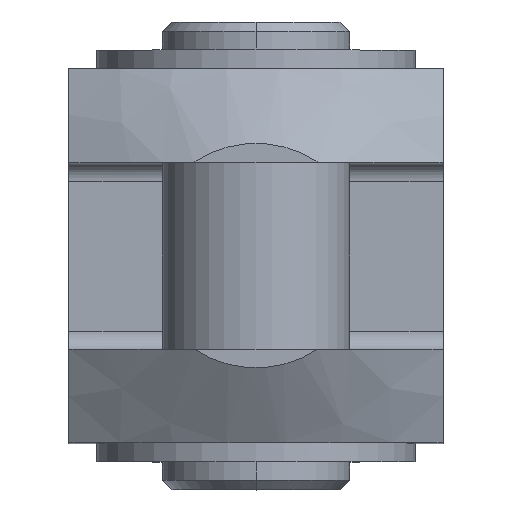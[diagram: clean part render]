
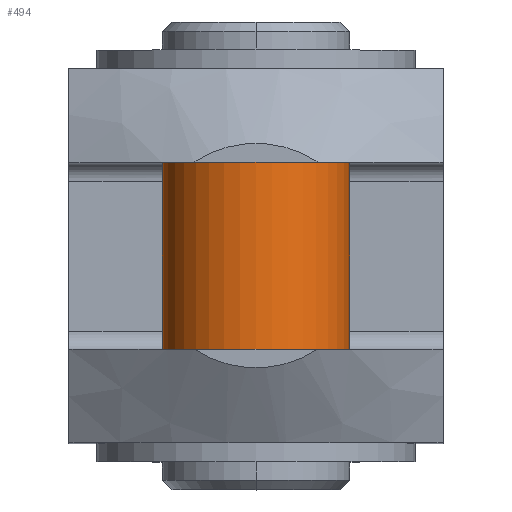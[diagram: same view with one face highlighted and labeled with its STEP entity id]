
A CAD part, top view. The second image highlights one B-rep face of the part: STEP entity #494.
In plain terms, the highlighted cylindrical face has radius 5 mm (diameter 10 mm), a partial arc.
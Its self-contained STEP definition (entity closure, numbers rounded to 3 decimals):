
#109=FACE_OUTER_BOUND('',#169,.F.);
#169=EDGE_LOOP('',(#276,#277,#278,#279));
#276=ORIENTED_EDGE('',*,*,#740,.F.);
#277=ORIENTED_EDGE('',*,*,#757,.T.);
#278=ORIENTED_EDGE('',*,*,#742,.F.);
#279=ORIENTED_EDGE('',*,*,#758,.T.);
#494=ADVANCED_FACE('',(#109),#542,.T.);
#542=CYLINDRICAL_SURFACE('',#1024,5.);
#574=LINE('',#1465,#622);
#575=LINE('',#1466,#623);
#622=VECTOR('',#1165,20.);
#623=VECTOR('',#1166,20.);
#677=CIRCLE('',#995,5.);
#679=CIRCLE('',#997,5.);
#740=EDGE_CURVE('',#872,#873,#677,.T.);
#742=EDGE_CURVE('',#870,#871,#679,.T.);
#757=EDGE_CURVE('',#872,#871,#574,.T.);
#758=EDGE_CURVE('',#870,#873,#575,.T.);
#870=VERTEX_POINT('',#1423);
#871=VERTEX_POINT('',#1424);
#872=VERTEX_POINT('',#1425);
#873=VERTEX_POINT('',#1426);
#995=AXIS2_PLACEMENT_3D('',#1448,#1135,#1136);
#997=AXIS2_PLACEMENT_3D('',#1450,#1139,#1140);
#1024=AXIS2_PLACEMENT_3D('',#1491,#1207,#1208);
#1135=DIRECTION('',(0.,1.,0.));
#1136=DIRECTION('',(-1.,0.,0.));
#1139=DIRECTION('',(0.,-1.,0.));
#1140=DIRECTION('',(1.,0.,0.));
#1165=DIRECTION('',(0.,1.,0.));
#1166=DIRECTION('',(0.,-1.,0.));
#1207=DIRECTION('',(0.,1.,0.));
#1208=DIRECTION('',(-0.996,0.,-0.087));
#1423=CARTESIAN_POINT('',(5.,10.,25.));
#1424=CARTESIAN_POINT('',(-5.,10.,25.));
#1425=CARTESIAN_POINT('',(-5.,-10.,25.));
#1426=CARTESIAN_POINT('',(5.,-10.,25.));
#1448=CARTESIAN_POINT('',(0.,-10.,25.));
#1450=CARTESIAN_POINT('',(0.,10.,25.));
#1465=CARTESIAN_POINT('',(-5.,-10.,25.));
#1466=CARTESIAN_POINT('',(5.,10.,25.));
#1491=CARTESIAN_POINT('',(0.,11.,25.));
